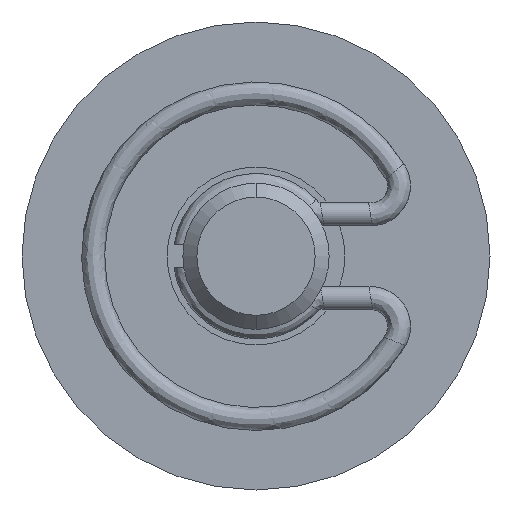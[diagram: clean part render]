
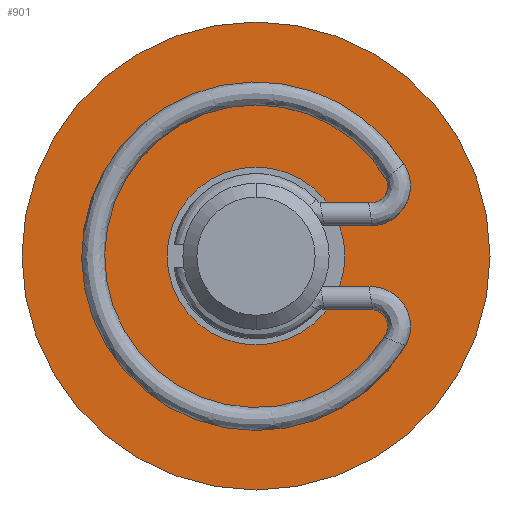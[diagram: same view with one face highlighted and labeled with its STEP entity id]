
A CAD part, front view. The second image highlights one B-rep face of the part: STEP entity #901.
In plain terms, the highlighted planar face has unit normal (0, -1, 0).
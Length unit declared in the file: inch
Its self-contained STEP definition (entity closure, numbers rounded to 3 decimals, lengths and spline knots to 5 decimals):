
#113 = CARTESIAN_POINT ( 'NONE',  ( 0., -1.6151, 0.00051 ) ) ;
#267 = FACE_OUTER_BOUND ( 'NONE', #2211, .T. ) ;
#274 = ORIENTED_EDGE ( 'NONE', *, *, #1412, .T. ) ;
#275 = DIRECTION ( 'NONE',  ( 0., 0., -1. ) ) ;
#309 = AXIS2_PLACEMENT_3D ( 'NONE', #1267, #2000, #924 ) ;
#321 = CIRCLE ( 'NONE', #824, 0.19 ) ;
#380 = AXIS2_PLACEMENT_3D ( 'NONE', #113, #1315, #275 ) ;
#405 = VERTEX_POINT ( 'NONE', #1123 ) ;
#412 = EDGE_CURVE ( 'NONE', #1326, #2243, #2193, .T. ) ;
#437 = CARTESIAN_POINT ( 'NONE',  ( 0., -1.6151, 0.00051 ) ) ;
#617 = DIRECTION ( 'NONE',  ( 0., 0., -1. ) ) ;
#618 = DIRECTION ( 'NONE',  ( 0., -1., 0. ) ) ;
#622 = FACE_BOUND ( 'NONE', #1389, .T. ) ;
#747 = CIRCLE ( 'NONE', #2036, 0.19 ) ;
#815 = DIRECTION ( 'NONE',  ( 0., -1., 0. ) ) ;
#824 = AXIS2_PLACEMENT_3D ( 'NONE', #1877, #815, #2060 ) ;
#901 = ADVANCED_FACE ( 'NONE', ( #267, #622 ), #1442, .T. ) ;
#924 = DIRECTION ( 'NONE',  ( 0., 0., -1. ) ) ;
#1010 = ORIENTED_EDGE ( 'NONE', *, *, #1799, .F. ) ;
#1123 = CARTESIAN_POINT ( 'NONE',  ( 0., -1.6151, 0.19051 ) ) ;
#1198 = CIRCLE ( 'NONE', #380, 0.5 ) ;
#1267 = CARTESIAN_POINT ( 'NONE',  ( -0.19, -1.6151, 0.00051 ) ) ;
#1315 = DIRECTION ( 'NONE',  ( 0., -1., 0. ) ) ;
#1326 = VERTEX_POINT ( 'NONE', #1932 ) ;
#1389 = EDGE_LOOP ( 'NONE', ( #1435, #1010 ) ) ;
#1412 = EDGE_CURVE ( 'NONE', #2243, #1326, #1198, .T. ) ;
#1430 = AXIS2_PLACEMENT_3D ( 'NONE', #437, #1654, #617 ) ;
#1435 = ORIENTED_EDGE ( 'NONE', *, *, #2189, .F. ) ;
#1442 = PLANE ( 'NONE',  #309 ) ;
#1450 = VERTEX_POINT ( 'NONE', #2050 ) ;
#1654 = DIRECTION ( 'NONE',  ( 0., -1., 0. ) ) ;
#1656 = CARTESIAN_POINT ( 'NONE',  ( 0., -1.6151, 0.00051 ) ) ;
#1799 = EDGE_CURVE ( 'NONE', #405, #1450, #747, .T. ) ;
#1837 = DIRECTION ( 'NONE',  ( 0., 0., -1. ) ) ;
#1858 = ORIENTED_EDGE ( 'NONE', *, *, #412, .T. ) ;
#1877 = CARTESIAN_POINT ( 'NONE',  ( 0., -1.6151, 0.00051 ) ) ;
#1932 = CARTESIAN_POINT ( 'NONE',  ( 0., -1.6151, 0.50051 ) ) ;
#2000 = DIRECTION ( 'NONE',  ( 0., -1., 0. ) ) ;
#2036 = AXIS2_PLACEMENT_3D ( 'NONE', #1656, #618, #1837 ) ;
#2050 = CARTESIAN_POINT ( 'NONE',  ( 0., -1.6151, -0.18949 ) ) ;
#2060 = DIRECTION ( 'NONE',  ( 0., 0., -1. ) ) ;
#2189 = EDGE_CURVE ( 'NONE', #1450, #405, #321, .T. ) ;
#2193 = CIRCLE ( 'NONE', #1430, 0.5 ) ;
#2211 = EDGE_LOOP ( 'NONE', ( #274, #1858 ) ) ;
#2237 = CARTESIAN_POINT ( 'NONE',  ( 0., -1.6151, -0.49949 ) ) ;
#2243 = VERTEX_POINT ( 'NONE', #2237 ) ;
